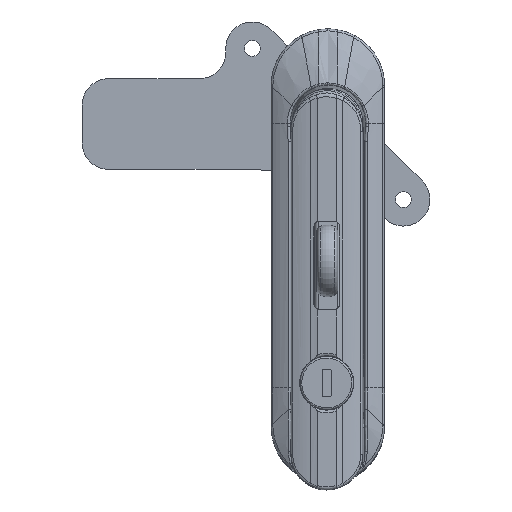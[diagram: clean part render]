
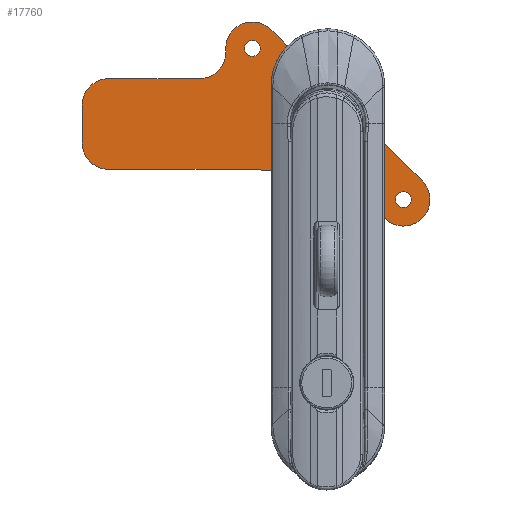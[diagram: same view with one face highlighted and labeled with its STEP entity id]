
A CAD part, top view. The second image highlights one B-rep face of the part: STEP entity #17760.
In plain terms, the highlighted face is planar.
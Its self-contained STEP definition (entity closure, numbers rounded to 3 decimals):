
#1302=LINE('',#39242,#2485);
#1306=LINE('',#39250,#2489);
#1309=LINE('',#39256,#2492);
#1312=LINE('',#39261,#2495);
#1317=LINE('',#39290,#2500);
#1321=LINE('',#39302,#2504);
#1325=LINE('',#39314,#2508);
#1329=LINE('',#39326,#2512);
#1333=LINE('',#39338,#2516);
#1336=LINE('',#39344,#2519);
#1340=LINE('',#39356,#2523);
#1343=LINE('',#39361,#2526);
#2485=VECTOR('',#21682,8.2);
#2489=VECTOR('',#21688,8.2);
#2492=VECTOR('',#21693,8.2);
#2495=VECTOR('',#21698,8.2);
#2500=VECTOR('',#21729,38.);
#2504=VECTOR('',#21741,10.);
#2508=VECTOR('',#21753,24.);
#2512=VECTOR('',#21765,1.);
#2516=VECTOR('',#21777,14.92);
#2519=VECTOR('',#21782,7.188);
#2523=VECTOR('',#21794,7.188);
#2526=VECTOR('',#21799,14.92);
#3527=PLANE('',#19049);
#4201=FACE_BOUND('',#5724,.T.);
#4202=FACE_BOUND('',#5725,.T.);
#4203=FACE_BOUND('',#5726,.T.);
#4628=FACE_OUTER_BOUND('',#5723,.T.);
#5723=EDGE_LOOP('',(#13583,#13584,#13585,#13586,#13587,#13588,#13589,#13590,
#13591,#13592,#13593,#13594,#13595,#13596,#13597));
#5724=EDGE_LOOP('',(#13598,#13599,#13600,#13601));
#5725=EDGE_LOOP('',(#13602));
#5726=EDGE_LOOP('',(#13603));
#6776=CIRCLE('',#19014,2.1);
#6778=CIRCLE('',#19017,2.1);
#6780=CIRCLE('',#19020,7.);
#6782=CIRCLE('',#19023,53.833);
#6784=CIRCLE('',#19027,7.);
#6786=CIRCLE('',#19031,7.);
#6788=CIRCLE('',#19035,7.);
#6790=CIRCLE('',#19039,7.);
#6792=CIRCLE('',#19044,8.5);
#7897=VERTEX_POINT('',#39240);
#7898=VERTEX_POINT('',#39241);
#7901=VERTEX_POINT('',#39249);
#7903=VERTEX_POINT('',#39255);
#7905=VERTEX_POINT('',#39264);
#7907=VERTEX_POINT('',#39269);
#7909=VERTEX_POINT('',#39274);
#7910=VERTEX_POINT('',#39275);
#7913=VERTEX_POINT('',#39283);
#7915=VERTEX_POINT('',#39289);
#7917=VERTEX_POINT('',#39295);
#7919=VERTEX_POINT('',#39301);
#7921=VERTEX_POINT('',#39307);
#7923=VERTEX_POINT('',#39313);
#7925=VERTEX_POINT('',#39319);
#7927=VERTEX_POINT('',#39325);
#7929=VERTEX_POINT('',#39331);
#7931=VERTEX_POINT('',#39337);
#7933=VERTEX_POINT('',#39343);
#7935=VERTEX_POINT('',#39349);
#7937=VERTEX_POINT('',#39355);
#9962=EDGE_CURVE('',#7897,#7898,#1302,.T.);
#9966=EDGE_CURVE('',#7898,#7901,#1306,.T.);
#9969=EDGE_CURVE('',#7901,#7903,#1309,.T.);
#9972=EDGE_CURVE('',#7903,#7897,#1312,.T.);
#9974=EDGE_CURVE('',#7905,#7905,#6776,.T.);
#9976=EDGE_CURVE('',#7907,#7907,#6778,.T.);
#9978=EDGE_CURVE('',#7909,#7910,#6780,.T.);
#9982=EDGE_CURVE('',#7910,#7913,#6782,.T.);
#9985=EDGE_CURVE('',#7913,#7915,#1317,.T.);
#9988=EDGE_CURVE('',#7915,#7917,#6784,.T.);
#9991=EDGE_CURVE('',#7917,#7919,#1321,.T.);
#9994=EDGE_CURVE('',#7919,#7921,#6786,.T.);
#9997=EDGE_CURVE('',#7921,#7923,#1325,.T.);
#10000=EDGE_CURVE('',#7923,#7925,#6788,.T.);
#10003=EDGE_CURVE('',#7925,#7927,#1329,.T.);
#10006=EDGE_CURVE('',#7927,#7929,#6790,.T.);
#10009=EDGE_CURVE('',#7929,#7931,#1333,.T.);
#10012=EDGE_CURVE('',#7931,#7933,#1336,.T.);
#10015=EDGE_CURVE('',#7933,#7935,#6792,.T.);
#10018=EDGE_CURVE('',#7935,#7937,#1340,.T.);
#10021=EDGE_CURVE('',#7937,#7909,#1343,.T.);
#13583=ORIENTED_EDGE('',*,*,#9978,.F.);
#13584=ORIENTED_EDGE('',*,*,#10021,.F.);
#13585=ORIENTED_EDGE('',*,*,#10018,.F.);
#13586=ORIENTED_EDGE('',*,*,#10015,.F.);
#13587=ORIENTED_EDGE('',*,*,#10012,.F.);
#13588=ORIENTED_EDGE('',*,*,#10009,.F.);
#13589=ORIENTED_EDGE('',*,*,#10006,.F.);
#13590=ORIENTED_EDGE('',*,*,#10003,.F.);
#13591=ORIENTED_EDGE('',*,*,#10000,.F.);
#13592=ORIENTED_EDGE('',*,*,#9997,.F.);
#13593=ORIENTED_EDGE('',*,*,#9994,.F.);
#13594=ORIENTED_EDGE('',*,*,#9991,.F.);
#13595=ORIENTED_EDGE('',*,*,#9988,.F.);
#13596=ORIENTED_EDGE('',*,*,#9985,.F.);
#13597=ORIENTED_EDGE('',*,*,#9982,.F.);
#13598=ORIENTED_EDGE('',*,*,#9962,.T.);
#13599=ORIENTED_EDGE('',*,*,#9966,.T.);
#13600=ORIENTED_EDGE('',*,*,#9969,.T.);
#13601=ORIENTED_EDGE('',*,*,#9972,.T.);
#13602=ORIENTED_EDGE('',*,*,#9974,.T.);
#13603=ORIENTED_EDGE('',*,*,#9976,.T.);
#17760=ADVANCED_FACE('',(#4628,#4201,#4202,#4203),#3527,.F.);
#19014=AXIS2_PLACEMENT_3D('',#39265,#21702,#21703);
#19017=AXIS2_PLACEMENT_3D('',#39270,#21708,#21709);
#19020=AXIS2_PLACEMENT_3D('',#39276,#21714,#21715);
#19023=AXIS2_PLACEMENT_3D('',#39284,#21722,#21723);
#19027=AXIS2_PLACEMENT_3D('',#39296,#21734,#21735);
#19031=AXIS2_PLACEMENT_3D('',#39308,#21746,#21747);
#19035=AXIS2_PLACEMENT_3D('',#39320,#21758,#21759);
#19039=AXIS2_PLACEMENT_3D('',#39332,#21770,#21771);
#19044=AXIS2_PLACEMENT_3D('',#39350,#21787,#21788);
#19049=AXIS2_PLACEMENT_3D('',#39364,#21803,#21804);
#21682=DIRECTION('',(-0.707,-0.707,0.));
#21688=DIRECTION('',(0.707,-0.707,0.));
#21693=DIRECTION('',(0.707,0.707,0.));
#21698=DIRECTION('',(-0.707,0.707,0.));
#21702=DIRECTION('center_axis',(0.,0.,1.));
#21703=DIRECTION('ref_axis',(-1.,0.,0.));
#21708=DIRECTION('center_axis',(0.,0.,1.));
#21709=DIRECTION('ref_axis',(-1.,0.,0.));
#21714=DIRECTION('center_axis',(0.,0.,1.));
#21715=DIRECTION('ref_axis',(0.707,-0.707,0.));
#21722=DIRECTION('center_axis',(0.,0.,-1.));
#21723=DIRECTION('ref_axis',(0.,1.,0.));
#21729=DIRECTION('',(1.,0.,0.));
#21734=DIRECTION('center_axis',(0.,0.,1.));
#21735=DIRECTION('ref_axis',(0.,1.,0.));
#21741=DIRECTION('',(0.,1.,0.));
#21746=DIRECTION('center_axis',(0.,0.,1.));
#21747=DIRECTION('ref_axis',(-1.,0.,0.));
#21753=DIRECTION('',(-1.,0.,0.));
#21758=DIRECTION('center_axis',(0.,0.,-1.));
#21759=DIRECTION('ref_axis',(-1.,0.,0.));
#21765=DIRECTION('',(0.,1.,0.));
#21770=DIRECTION('center_axis',(0.,0.,1.));
#21771=DIRECTION('ref_axis',(-1.,0.,0.));
#21777=DIRECTION('',(-0.707,-0.707,0.));
#21782=DIRECTION('',(0.,-1.,0.));
#21787=DIRECTION('center_axis',(0.,0.,1.));
#21788=DIRECTION('ref_axis',(-0.529,-0.848,0.));
#21794=DIRECTION('',(-1.,0.,0.));
#21799=DIRECTION('',(-0.707,-0.707,0.));
#21803=DIRECTION('center_axis',(0.,0.,1.));
#21804=DIRECTION('ref_axis',(1.,0.,0.));
#39240=CARTESIAN_POINT('',(0.,5.798,-3.));
#39241=CARTESIAN_POINT('',(-5.798,0.,-3.));
#39242=CARTESIAN_POINT('',(2.73,8.528,-3.));
#39249=CARTESIAN_POINT('',(0.,-5.798,-3.));
#39250=CARTESIAN_POINT('',(0.69,-6.488,-3.));
#39255=CARTESIAN_POINT('',(5.798,0.,-3.));
#39256=CARTESIAN_POINT('',(5.629,-0.169,-3.));
#39261=CARTESIAN_POINT('',(9.387,-3.589,-3.));
#39264=CARTESIAN_POINT('',(-17.9,-20.,-3.));
#39265=CARTESIAN_POINT('Origin',(-20.,-20.,-3.));
#39269=CARTESIAN_POINT('',(22.1,20.,-3.));
#39270=CARTESIAN_POINT('Origin',(20.,20.,-3.));
#39274=CARTESIAN_POINT('',(-24.95,-15.05,-3.));
#39275=CARTESIAN_POINT('',(-15.397,-25.274,-3.));
#39276=CARTESIAN_POINT('Origin',(-20.,-20.,-3.));
#39283=CARTESIAN_POINT('',(20.,-12.,-3.));
#39284=CARTESIAN_POINT('Origin',(20.,-65.833,-3.));
#39289=CARTESIAN_POINT('',(58.,-12.,-3.));
#39290=CARTESIAN_POINT('',(58.,-12.,-3.));
#39295=CARTESIAN_POINT('',(65.,-5.,-3.));
#39296=CARTESIAN_POINT('Origin',(58.,-5.,-3.));
#39301=CARTESIAN_POINT('',(65.,5.,-3.));
#39302=CARTESIAN_POINT('',(65.,5.,-3.));
#39307=CARTESIAN_POINT('',(58.,12.,-3.));
#39308=CARTESIAN_POINT('Origin',(58.,5.,-3.));
#39313=CARTESIAN_POINT('',(34.,12.,-3.));
#39314=CARTESIAN_POINT('',(34.,12.,-3.));
#39319=CARTESIAN_POINT('',(27.,19.,-3.));
#39320=CARTESIAN_POINT('Origin',(34.,19.,-3.));
#39325=CARTESIAN_POINT('',(27.,20.,-3.));
#39326=CARTESIAN_POINT('',(27.,20.,-3.));
#39331=CARTESIAN_POINT('',(15.05,24.95,-3.));
#39332=CARTESIAN_POINT('Origin',(20.,20.,-3.));
#39337=CARTESIAN_POINT('',(4.5,14.399,-3.));
#39338=CARTESIAN_POINT('',(4.5,14.399,-3.));
#39343=CARTESIAN_POINT('',(4.5,7.211,-3.));
#39344=CARTESIAN_POINT('',(4.5,7.211,-3.));
#39349=CARTESIAN_POINT('',(-7.211,-4.5,-3.));
#39350=CARTESIAN_POINT('Origin',(0.,0.,-3.));
#39355=CARTESIAN_POINT('',(-14.399,-4.5,-3.));
#39356=CARTESIAN_POINT('',(-14.399,-4.5,-3.));
#39361=CARTESIAN_POINT('',(-24.95,-15.05,-3.));
#39364=CARTESIAN_POINT('Origin',(18.436,-1.719,-3.));
